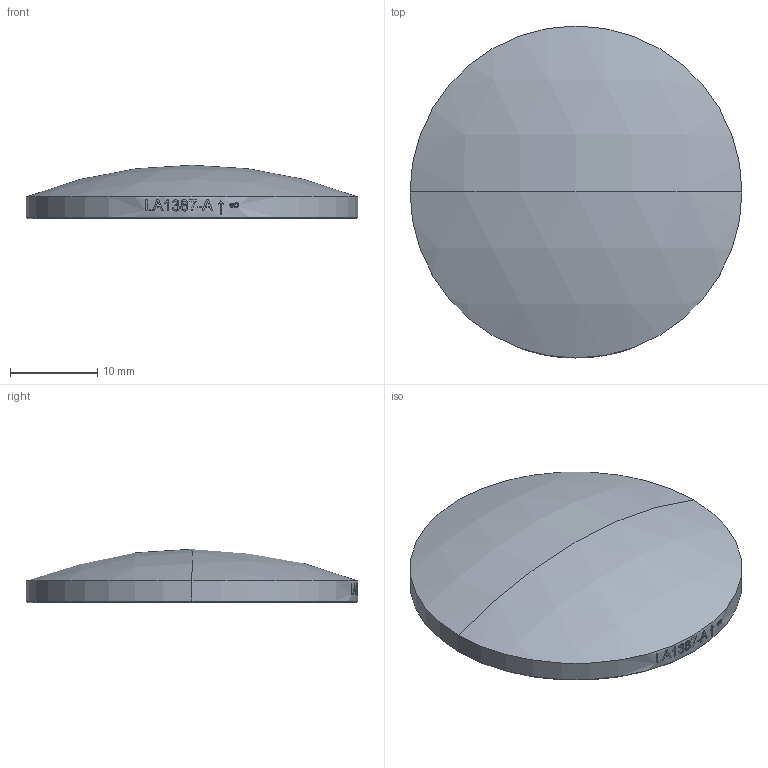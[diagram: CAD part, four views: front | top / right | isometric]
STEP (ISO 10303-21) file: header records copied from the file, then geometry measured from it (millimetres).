
FILE_DESCRIPTION (( 'STEP AP203' ), '1' );
FILE_NAME ('TTN200707-E0W.STEP', '2020-06-26T18:39:46', ( '' ), ( '' ), 'SwSTEP 2.0', 'SolidWorks 2018', '' );
FILE_SCHEMA (( 'CONFIG_CONTROL_DESIGN' ));
Length unit declared in the file: millimetre
Products named in the file (1): TTN200707-E0W
Bounding box: 38.1 x 38.1 x 6.14 mm (x, y, z)
Volume: 4948.5 mm3; surface area: 2607.1 mm2
Topology: 1 solids, 1 shells, 23 faces, 126 edges, 121 vertices
Faces by surface type: cylinder 18, cone 2, sphere 2, plane 1
Entity records: 2208 total; most frequent: CARTESIAN_POINT 1180, ORIENTED_EDGE 252, DIRECTION 126, EDGE_CURVE 126, VERTEX_POINT 121, B_SPLINE_CURVE_WITH_KNOTS 78, AXIS2_PLACEMENT_3D 54, EDGE_LOOP 39
